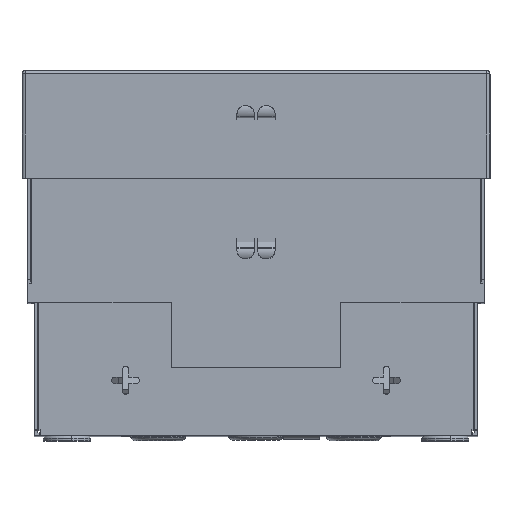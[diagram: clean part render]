
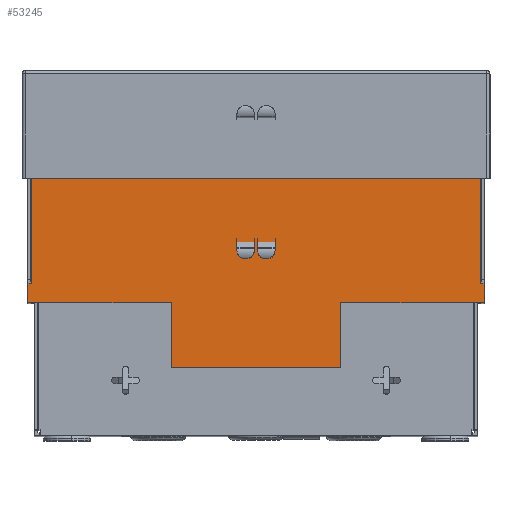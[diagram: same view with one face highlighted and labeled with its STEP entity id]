
A CAD part, top view. The second image highlights one B-rep face of the part: STEP entity #53245.
In plain terms, the highlighted face is planar.
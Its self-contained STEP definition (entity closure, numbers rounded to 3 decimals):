
#67 = VECTOR ( 'NONE', #29051, 1000. ) ;
#751 = ORIENTED_EDGE ( 'NONE', *, *, #43857, .T. ) ;
#1029 = EDGE_CURVE ( 'NONE', #46360, #2247, #40559, .T. ) ;
#1151 = EDGE_CURVE ( 'NONE', #48490, #4382, #8916, .T. ) ;
#1200 = LINE ( 'NONE', #38496, #75698 ) ;
#1771 = VERTEX_POINT ( 'NONE', #39645 ) ;
#2220 = CARTESIAN_POINT ( 'NONE',  ( -68.8, 70., -23. ) ) ;
#2247 = VERTEX_POINT ( 'NONE', #85265 ) ;
#2824 = CARTESIAN_POINT ( 'NONE',  ( -68.17, 70., 1.83 ) ) ;
#3100 = CARTESIAN_POINT ( 'NONE',  ( -70., 70., 45. ) ) ;
#3179 = DIRECTION ( 'NONE',  ( 0., 0., -1. ) ) ;
#3793 = EDGE_CURVE ( 'NONE', #48490, #1771, #88365, .T. ) ;
#4382 = VERTEX_POINT ( 'NONE', #78045 ) ;
#4900 = CARTESIAN_POINT ( 'NONE',  ( -68.8, 70., 1.83 ) ) ;
#4947 = DIRECTION ( 'NONE',  ( 1., 0., 0. ) ) ;
#5057 = EDGE_CURVE ( 'NONE', #53962, #81347, #93083, .T. ) ;
#6477 = EDGE_LOOP ( 'NONE', ( #42361, #58296, #82587, #79795, #63442, #35748, #60347, #32970, #55220, #34970, #751, #44652, #62800, #78665, #91789, #37149, #89333, #36625 ) ) ;
#7787 = CARTESIAN_POINT ( 'NONE',  ( -26., 70., 45. ) ) ;
#8383 = DIRECTION ( 'NONE',  ( 0., 0., -1. ) ) ;
#8861 = DIRECTION ( 'NONE',  ( -1., 0., 0. ) ) ;
#8916 = LINE ( 'NONE', #7787, #49590 ) ;
#9253 = LINE ( 'NONE', #70111, #90442 ) ;
#9975 = CARTESIAN_POINT ( 'NONE',  ( -68.8, 70., 39. ) ) ;
#10091 = DIRECTION ( 'NONE',  ( 0., 0., -1. ) ) ;
#11126 = EDGE_CURVE ( 'NONE', #91381, #1771, #1200, .T. ) ;
#11492 = VECTOR ( 'NONE', #10091, 1000. ) ;
#11753 = VECTOR ( 'NONE', #19555, 1000. ) ;
#13115 = CARTESIAN_POINT ( 'NONE',  ( -70., 70., 45. ) ) ;
#15298 = CARTESIAN_POINT ( 'NONE',  ( 68.17, 70., 45. ) ) ;
#16426 = EDGE_CURVE ( 'NONE', #53962, #76531, #29884, .T. ) ;
#16577 = EDGE_CURVE ( 'NONE', #76531, #84464, #35461, .T. ) ;
#17518 = DIRECTION ( 'NONE',  ( 0., 0., -1. ) ) ;
#17626 = DIRECTION ( 'NONE',  ( 0., 0., -1. ) ) ;
#19555 = DIRECTION ( 'NONE',  ( 1., 0., 0. ) ) ;
#19804 = VERTEX_POINT ( 'NONE', #87499 ) ;
#23851 = EDGE_CURVE ( 'NONE', #78747, #40115, #66893, .T. ) ;
#24036 = VERTEX_POINT ( 'NONE', #40917 ) ;
#25854 = VECTOR ( 'NONE', #54835, 1000. ) ;
#26021 = CARTESIAN_POINT ( 'NONE',  ( 70., 70., 39. ) ) ;
#26688 = CARTESIAN_POINT ( 'NONE',  ( 68.17, 70., 1.6 ) ) ;
#27367 = DIRECTION ( 'NONE',  ( 0., 0., -1. ) ) ;
#29051 = DIRECTION ( 'NONE',  ( 0., 0., 1. ) ) ;
#29090 = EDGE_CURVE ( 'NONE', #78747, #2247, #76585, .T. ) ;
#29555 = CARTESIAN_POINT ( 'NONE',  ( 68.8, 70., 39. ) ) ;
#29884 = LINE ( 'NONE', #15298, #41141 ) ;
#30578 = CARTESIAN_POINT ( 'NONE',  ( 0., 70., 0. ) ) ;
#30997 = VECTOR ( 'NONE', #17518, 1000. ) ;
#32970 = ORIENTED_EDGE ( 'NONE', *, *, #76806, .T. ) ;
#33625 = VECTOR ( 'NONE', #59928, 1000. ) ;
#34301 = CARTESIAN_POINT ( 'NONE',  ( 26., 70., 45. ) ) ;
#34970 = ORIENTED_EDGE ( 'NONE', *, *, #71115, .F. ) ;
#35356 = CARTESIAN_POINT ( 'NONE',  ( 68.8, 70., -23. ) ) ;
#35461 = LINE ( 'NONE', #67168, #30997 ) ;
#35685 = EDGE_CURVE ( 'NONE', #81347, #47139, #38432, .T. ) ;
#35748 = ORIENTED_EDGE ( 'NONE', *, *, #16426, .T. ) ;
#36625 = ORIENTED_EDGE ( 'NONE', *, *, #1029, .T. ) ;
#37149 = ORIENTED_EDGE ( 'NONE', *, *, #1151, .T. ) ;
#38389 = VERTEX_POINT ( 'NONE', #2824 ) ;
#38432 = LINE ( 'NONE', #35356, #67 ) ;
#38496 = CARTESIAN_POINT ( 'NONE',  ( -70., 70., 45. ) ) ;
#39645 = CARTESIAN_POINT ( 'NONE',  ( -70., 70., 45. ) ) ;
#40115 = VERTEX_POINT ( 'NONE', #26021 ) ;
#40559 = LINE ( 'NONE', #34301, #87933 ) ;
#40879 = CARTESIAN_POINT ( 'NONE',  ( 70., 70., 1.83 ) ) ;
#40917 = CARTESIAN_POINT ( 'NONE',  ( -68.17, 70., 0. ) ) ;
#41141 = VECTOR ( 'NONE', #8383, 1000. ) ;
#41464 = DIRECTION ( 'NONE',  ( -1., 0., 0. ) ) ;
#42361 = ORIENTED_EDGE ( 'NONE', *, *, #29090, .F. ) ;
#43276 = LINE ( 'NONE', #90459, #11753 ) ;
#43857 = EDGE_CURVE ( 'NONE', #38389, #92930, #70807, .T. ) ;
#44652 = ORIENTED_EDGE ( 'NONE', *, *, #52677, .T. ) ;
#46360 = VERTEX_POINT ( 'NONE', #56229 ) ;
#46589 = CARTESIAN_POINT ( 'NONE',  ( 70., 70., 45. ) ) ;
#47139 = VERTEX_POINT ( 'NONE', #29555 ) ;
#47298 = LINE ( 'NONE', #83325, #50766 ) ;
#47491 = CARTESIAN_POINT ( 'NONE',  ( 68.8, 70., 1.83 ) ) ;
#48490 = VERTEX_POINT ( 'NONE', #50672 ) ;
#48816 = FACE_OUTER_BOUND ( 'NONE', #6477, .T. ) ;
#48881 = CARTESIAN_POINT ( 'NONE',  ( -70., 70., 1.83 ) ) ;
#49212 = DIRECTION ( 'NONE',  ( -1., 0., 0. ) ) ;
#49590 = VECTOR ( 'NONE', #65594, 1000. ) ;
#50672 = CARTESIAN_POINT ( 'NONE',  ( -26., 70., 45. ) ) ;
#50766 = VECTOR ( 'NONE', #53814, 1000. ) ;
#52677 = EDGE_CURVE ( 'NONE', #92930, #92850, #70307, .T. ) ;
#52741 = DIRECTION ( 'NONE',  ( 0., 0., 1. ) ) ;
#53245 = ADVANCED_FACE ( 'NONE', ( #48816 ), #67571, .F. ) ;
#53814 = DIRECTION ( 'NONE',  ( 0., 0., -1. ) ) ;
#53962 = VERTEX_POINT ( 'NONE', #74549 ) ;
#54835 = DIRECTION ( 'NONE',  ( -1., 0., 0. ) ) ;
#55220 = ORIENTED_EDGE ( 'NONE', *, *, #67545, .F. ) ;
#55660 = AXIS2_PLACEMENT_3D ( 'NONE', #3100, #60893, #17626 ) ;
#56229 = CARTESIAN_POINT ( 'NONE',  ( 26., 70., 65. ) ) ;
#56291 = VECTOR ( 'NONE', #41464, 1000. ) ;
#56892 = EDGE_CURVE ( 'NONE', #4382, #46360, #85493, .T. ) ;
#57328 = VECTOR ( 'NONE', #49212, 1000. ) ;
#58296 = ORIENTED_EDGE ( 'NONE', *, *, #23851, .T. ) ;
#59086 = CARTESIAN_POINT ( 'NONE',  ( -70., 70., 45. ) ) ;
#59928 = DIRECTION ( 'NONE',  ( -1., 0., 0. ) ) ;
#60347 = ORIENTED_EDGE ( 'NONE', *, *, #16577, .T. ) ;
#60685 = CARTESIAN_POINT ( 'NONE',  ( 68.17, 70., 0. ) ) ;
#60893 = DIRECTION ( 'NONE',  ( 0., -1., 0. ) ) ;
#61942 = VECTOR ( 'NONE', #88860, 1000. ) ;
#61977 = LINE ( 'NONE', #30578, #33625 ) ;
#62401 = VECTOR ( 'NONE', #52741, 1000. ) ;
#62800 = ORIENTED_EDGE ( 'NONE', *, *, #65629, .F. ) ;
#63442 = ORIENTED_EDGE ( 'NONE', *, *, #5057, .F. ) ;
#65594 = DIRECTION ( 'NONE',  ( 0., 0., 1. ) ) ;
#65629 = EDGE_CURVE ( 'NONE', #91381, #92850, #43276, .T. ) ;
#66893 = LINE ( 'NONE', #90420, #11492 ) ;
#67168 = CARTESIAN_POINT ( 'NONE',  ( 68.17, 70., 1.6 ) ) ;
#67545 = EDGE_CURVE ( 'NONE', #19804, #24036, #47298, .T. ) ;
#67571 = PLANE ( 'NONE',  #55660 ) ;
#68237 = CARTESIAN_POINT ( 'NONE',  ( -26., 70., 65. ) ) ;
#69176 = CARTESIAN_POINT ( 'NONE',  ( -70., 70., 39. ) ) ;
#70111 = CARTESIAN_POINT ( 'NONE',  ( -68.17, 70., 45. ) ) ;
#70307 = LINE ( 'NONE', #2220, #62401 ) ;
#70807 = LINE ( 'NONE', #48881, #57328 ) ;
#71115 = EDGE_CURVE ( 'NONE', #38389, #19804, #9253, .T. ) ;
#72656 = EDGE_CURVE ( 'NONE', #40115, #47139, #91176, .T. ) ;
#74019 = VECTOR ( 'NONE', #4947, 1000. ) ;
#74549 = CARTESIAN_POINT ( 'NONE',  ( 68.17, 70., 1.83 ) ) ;
#75698 = VECTOR ( 'NONE', #89524, 1000. ) ;
#76531 = VERTEX_POINT ( 'NONE', #26688 ) ;
#76585 = LINE ( 'NONE', #13115, #56291 ) ;
#76806 = EDGE_CURVE ( 'NONE', #84464, #24036, #61977, .T. ) ;
#77235 = VECTOR ( 'NONE', #8861, 1000. ) ;
#78045 = CARTESIAN_POINT ( 'NONE',  ( -26., 70., 65. ) ) ;
#78665 = ORIENTED_EDGE ( 'NONE', *, *, #11126, .T. ) ;
#78747 = VERTEX_POINT ( 'NONE', #46589 ) ;
#79795 = ORIENTED_EDGE ( 'NONE', *, *, #35685, .F. ) ;
#81347 = VERTEX_POINT ( 'NONE', #47491 ) ;
#82587 = ORIENTED_EDGE ( 'NONE', *, *, #72656, .T. ) ;
#83325 = CARTESIAN_POINT ( 'NONE',  ( -68.17, 70., 45. ) ) ;
#83420 = CARTESIAN_POINT ( 'NONE',  ( 76.083, 70., 39. ) ) ;
#84464 = VERTEX_POINT ( 'NONE', #60685 ) ;
#85265 = CARTESIAN_POINT ( 'NONE',  ( 26., 70., 45. ) ) ;
#85493 = LINE ( 'NONE', #68237, #61942 ) ;
#87499 = CARTESIAN_POINT ( 'NONE',  ( -68.17, 70., 1.6 ) ) ;
#87933 = VECTOR ( 'NONE', #27367, 1000. ) ;
#88365 = LINE ( 'NONE', #59086, #77235 ) ;
#88860 = DIRECTION ( 'NONE',  ( 1., 0., 0. ) ) ;
#89333 = ORIENTED_EDGE ( 'NONE', *, *, #56892, .T. ) ;
#89524 = DIRECTION ( 'NONE',  ( 0., 0., 1. ) ) ;
#90420 = CARTESIAN_POINT ( 'NONE',  ( 70., 70., 39. ) ) ;
#90442 = VECTOR ( 'NONE', #3179, 1000. ) ;
#90459 = CARTESIAN_POINT ( 'NONE',  ( -76.083, 70., 39. ) ) ;
#91176 = LINE ( 'NONE', #83420, #25854 ) ;
#91381 = VERTEX_POINT ( 'NONE', #69176 ) ;
#91789 = ORIENTED_EDGE ( 'NONE', *, *, #3793, .F. ) ;
#92850 = VERTEX_POINT ( 'NONE', #9975 ) ;
#92930 = VERTEX_POINT ( 'NONE', #4900 ) ;
#93083 = LINE ( 'NONE', #40879, #74019 ) ;
